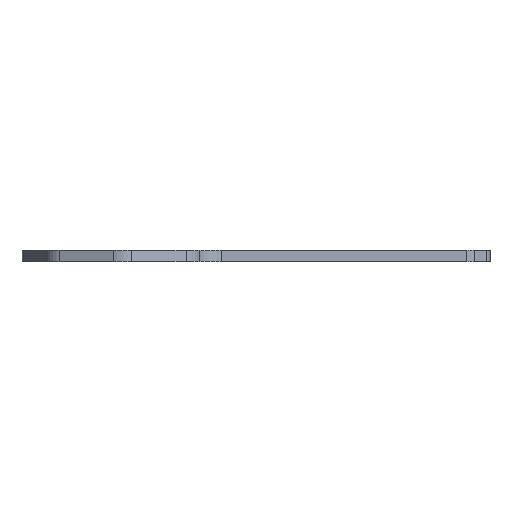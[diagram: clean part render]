
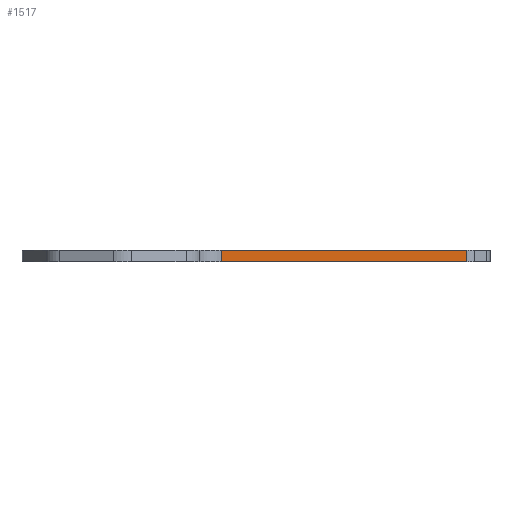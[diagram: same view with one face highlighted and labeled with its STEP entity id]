
A CAD part, left-side view. The second image highlights one B-rep face of the part: STEP entity #1517.
In plain terms, the highlighted planar face has unit normal (-1, 0, 0).
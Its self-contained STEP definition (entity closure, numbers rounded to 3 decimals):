
#64 = CARTESIAN_POINT ( 'NONE',  ( -12.7, -92.19, 0. ) ) ;
#72 = VERTEX_POINT ( 'NONE', #1643 ) ;
#111 = LINE ( 'NONE', #574, #1434 ) ;
#117 = ORIENTED_EDGE ( 'NONE', *, *, #1571, .T. ) ;
#170 = VECTOR ( 'NONE', #709, 1000. ) ;
#325 = CARTESIAN_POINT ( 'NONE',  ( -12.7, -92.19, -3.175 ) ) ;
#456 = EDGE_LOOP ( 'NONE', ( #1640, #1567, #993, #117 ) ) ;
#462 = DIRECTION ( 'NONE',  ( 0., 0., 1. ) ) ;
#499 = CARTESIAN_POINT ( 'NONE',  ( -12.7, -98.432, -3.175 ) ) ;
#517 = EDGE_CURVE ( 'NONE', #1666, #862, #522, .T. ) ;
#522 = LINE ( 'NONE', #1778, #1687 ) ;
#574 = CARTESIAN_POINT ( 'NONE',  ( -12.7, -98.432, 0. ) ) ;
#709 = DIRECTION ( 'NONE',  ( 0., 0., -1. ) ) ;
#719 = EDGE_CURVE ( 'NONE', #72, #1723, #111, .T. ) ;
#862 = VERTEX_POINT ( 'NONE', #325 ) ;
#967 = DIRECTION ( 'NONE',  ( 0., -1., 0. ) ) ;
#993 = ORIENTED_EDGE ( 'NONE', *, *, #719, .F. ) ;
#1073 = FACE_OUTER_BOUND ( 'NONE', #456, .T. ) ;
#1091 = EDGE_CURVE ( 'NONE', #862, #1723, #1359, .T. ) ;
#1340 = AXIS2_PLACEMENT_3D ( 'NONE', #499, #1897, #967 ) ;
#1359 = LINE ( 'NONE', #1828, #2000 ) ;
#1434 = VECTOR ( 'NONE', #1669, 1000. ) ;
#1517 = ADVANCED_FACE ( 'NONE', ( #1073 ), #1912, .T. ) ;
#1567 = ORIENTED_EDGE ( 'NONE', *, *, #1091, .T. ) ;
#1571 = EDGE_CURVE ( 'NONE', #72, #1666, #2020, .T. ) ;
#1640 = ORIENTED_EDGE ( 'NONE', *, *, #517, .T. ) ;
#1643 = CARTESIAN_POINT ( 'NONE',  ( -12.7, -26.475, 0. ) ) ;
#1647 = CARTESIAN_POINT ( 'NONE',  ( -12.7, -26.475, -3.175 ) ) ;
#1666 = VERTEX_POINT ( 'NONE', #1929 ) ;
#1669 = DIRECTION ( 'NONE',  ( 0., -1., 0. ) ) ;
#1687 = VECTOR ( 'NONE', #1946, 1000. ) ;
#1723 = VERTEX_POINT ( 'NONE', #64 ) ;
#1778 = CARTESIAN_POINT ( 'NONE',  ( -12.7, -98.432, -3.175 ) ) ;
#1828 = CARTESIAN_POINT ( 'NONE',  ( -12.7, -92.19, -3.175 ) ) ;
#1897 = DIRECTION ( 'NONE',  ( -1., 0., 0. ) ) ;
#1912 = PLANE ( 'NONE',  #1340 ) ;
#1929 = CARTESIAN_POINT ( 'NONE',  ( -12.7, -26.475, -3.175 ) ) ;
#1946 = DIRECTION ( 'NONE',  ( 0., -1., 0. ) ) ;
#2000 = VECTOR ( 'NONE', #462, 1000. ) ;
#2020 = LINE ( 'NONE', #1647, #170 ) ;
